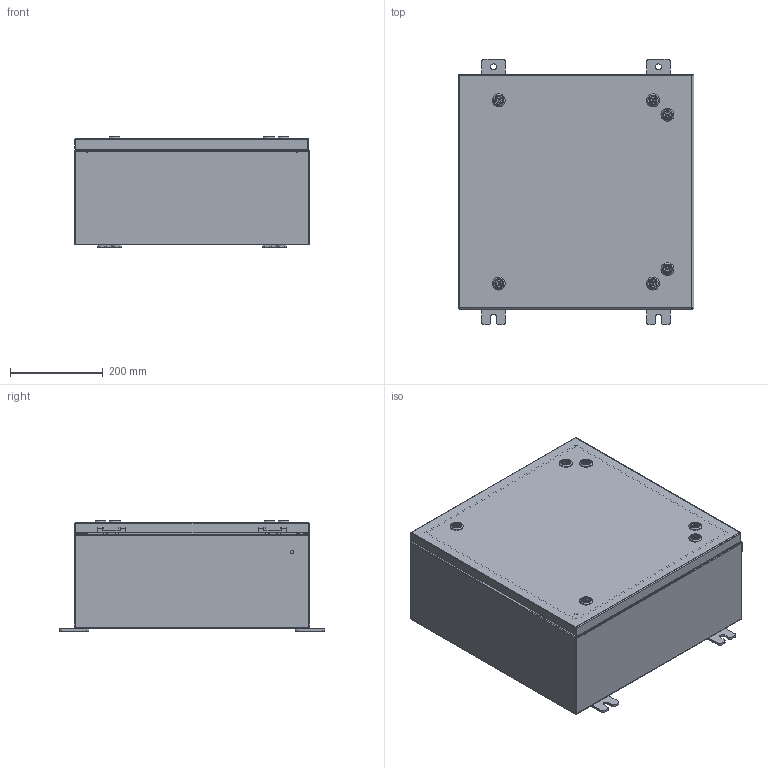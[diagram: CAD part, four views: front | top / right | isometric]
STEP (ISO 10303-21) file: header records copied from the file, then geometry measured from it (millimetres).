
FILE_DESCRIPTION (( 'STEP AP203' ), '1' );
FILE_NAME ('CHDSS6202008WP.STEP', '2014-02-21T14:57:11', ( 'changeme' ), ( 'Microsoft' ), 'SwSTEP 2.0', 'SolidWorks 2013', '' );
FILE_SCHEMA (( 'CONFIG_CONTROL_DESIGN' ));
Length unit declared in the file: inch
Products named in the file (18): Nut-211301-IB-Industrilas_Nut-211301-IB-Industrilas; Quarter-20 CD Stud; Washer-221320-IB-Industrilas_Washer-221320-IB-Industrilas; CHDSS6202008WP Cover; Screw-221320-IB-Industrilas_Screw-221320-IB-Industrilas; CHDSS6202008WP Body; Insert-221320-IB-Industrilas_Insert-221320-IB-Industrilas; CHDSS6202008WP Bottom; HW-CLH-E5-8004_Cam-232112-U-Industrilas; CHDSS6202008WP Top; HW-CLH-R001-0500_2412-026240-2445-Industrilas; Concealed Hinge (Cover Side); CHDSS6202008WP Backpanel; CHDSS6202008WP; Concealed Hinge enclosure side; CHDSS6202008WP Mounting Studs; Housing-211301-IB-Industrilas_Housing-211301-IB-Industrilas; CHDSS6202008WP Mounting Feet
Assembly tree (31 placements, depth 3):
  CHDSS6202008WP
    CHDSS6202008WP Backpanel
    CHDSS6202008WP Mounting Studs  x4
    CHDSS6202008WP Mounting Feet  x4
    Quarter-20 CD Stud  x2
    CHDSS6202008WP Cover
    CHDSS6202008WP Body
    CHDSS6202008WP Bottom
    CHDSS6202008WP Top
    Concealed Hinge (Cover Side)  x2
    Concealed Hinge enclosure side  x2
    HW-CLH-R001-0500_2412-026240-2445-Industrilas  x6
      Housing-211301-IB-Industrilas_Housing-211301-IB-Industrilas
      Nut-211301-IB-Industrilas_Nut-211301-IB-Industrilas
      Washer-221320-IB-Industrilas_Washer-221320-IB-Industrilas
      Screw-221320-IB-Industrilas_Screw-221320-IB-Industrilas
      Insert-221320-IB-Industrilas_Insert-221320-IB-Industrilas
      HW-CLH-E5-8004_Cam-232112-U-Industrilas
Bounding box: 508 x 571.5 x 237.64 mm (x, y, z)
Volume: 2674626.5 mm3; surface area: 2637065.1 mm2
Topology: 55 solids, 55 shells, 5420 faces, 13694 edges, 8398 vertices
Faces by surface type: cylinder 1692, plane 1592, bspline 1262, cone 720, torus 112, sphere 42
Entity records: 63142 total; most frequent: CARTESIAN_POINT 34962, ORIENTED_EDGE 5866, DIRECTION 4825, EDGE_CURVE 2933, AXIS2_PLACEMENT_3D 1794, VERTEX_POINT 1783, LINE 1237, VECTOR 1237
